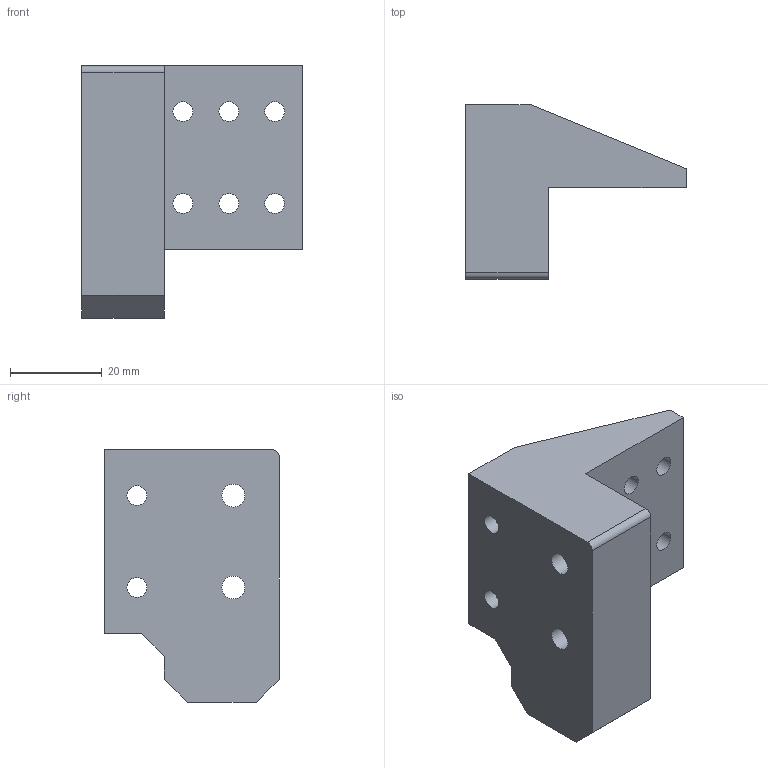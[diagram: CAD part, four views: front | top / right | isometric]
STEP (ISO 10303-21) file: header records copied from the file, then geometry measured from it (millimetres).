
FILE_DESCRIPTION(/* description */ ('STEP AP242','CAx-IF Rec.Pracs.---Representation and Presentation of Product Manufacturing Information (PMI)---4.0---2014-10-13','CAx-IF Rec.Pracs.---3D Tessellated Geometry---0.4---2014-09-14','2;1'),/* implementation_level */ '2;1');
FILE_NAME(/* name */ '651484ca0a6a954e2c2bd1da',/* time_stamp */ '2023-09-27T19:38:51Z',/* author */ (''),/* organization */ (''),/* preprocessor_version */ 'ST-DEVELOPER v19.4',/* originating_system */ ' ',/* authorisation */ ' ');
FILE_SCHEMA (('AP242_MANAGED_MODEL_BASED_3D_ENGINEERING_MIM_LF { 1 0 10303 442 1 1 4 }'));
Length unit declared in the file: metre
Products named in the file (1): wall_conn_2 v8
Bounding box: 48 x 38 x 55 mm (x, y, z)
Volume: 36516.2 mm3; surface area: 11473.8 mm2
Topology: 1 solids, 1 shells, 69 faces, 185 edges, 120 vertices
Faces by surface type: plane 50, cylinder 19
Full cylindrical faces by diameter (mm): 1.5 x2, 4.3 x8, 5 x2, 8 x6
Entity records: 2021 total; most frequent: DIRECTION 337, CARTESIAN_POINT 337, ORIENTED_EDGE 314, EDGE_CURVE 157, LINE 117, VECTOR 117, VERTEX_POINT 110, AXIS2_PLACEMENT_3D 110
